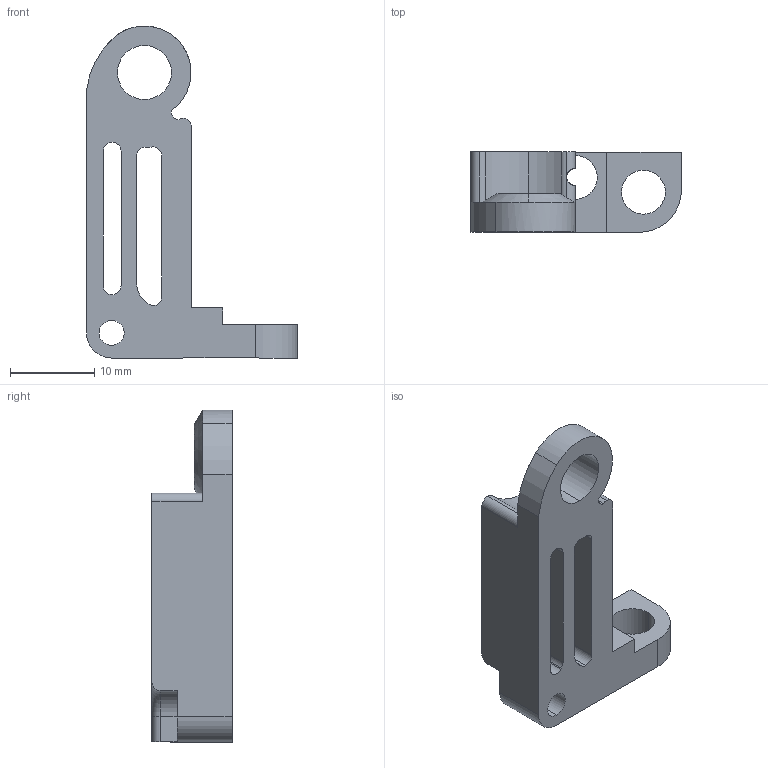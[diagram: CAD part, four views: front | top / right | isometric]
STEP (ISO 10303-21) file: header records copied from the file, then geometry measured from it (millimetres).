
FILE_DESCRIPTION (( 'STEP AP203' ), '1' );
FILE_NAME ('clamping lever V2.STEP', '2025-02-21T17:51:27', ( '' ), ( '' ), 'SwSTEP 2.0', 'SolidWorks 2024', '' );
FILE_SCHEMA (( 'CONFIG_CONTROL_DESIGN' ));
Length unit declared in the file: millimetre
Products named in the file (1): clamping lever V2
Bounding box: 24.97 x 9.5 x 39.31 mm (x, y, z)
Volume: 2842.8 mm3; surface area: 2861 mm2
Topology: 1 solids, 1 shells, 63 faces, 176 edges, 114 vertices
Faces by surface type: cylinder 36, plane 22, cone 4, torus 1
Entity records: 2171 total; most frequent: DIRECTION 380, CARTESIAN_POINT 380, ORIENTED_EDGE 352, EDGE_CURVE 176, AXIS2_PLACEMENT_3D 142, VERTEX_POINT 114, LINE 96, VECTOR 96
